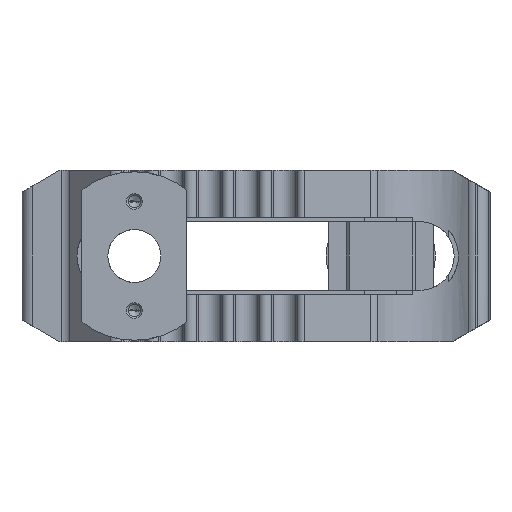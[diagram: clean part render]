
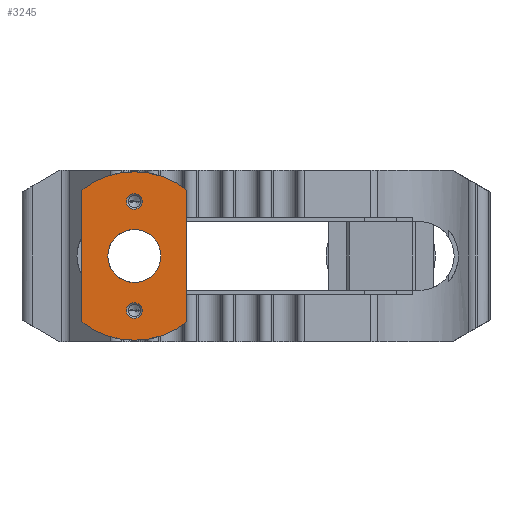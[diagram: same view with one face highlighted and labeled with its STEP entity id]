
A CAD part, front view. The second image highlights one B-rep face of the part: STEP entity #3245.
In plain terms, the highlighted planar face has unit normal (0, -1, 0).
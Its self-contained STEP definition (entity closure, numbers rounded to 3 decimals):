
#1899=EDGE_CURVE('',#4335,#2661,#5287,.T.);
#2007=EDGE_CURVE('',#4603,#2815,#5402,.T.);
#2269=EDGE_CURVE('',#2815,#4603,#5684,.T.);
#2275=EDGE_CURVE('',#2825,#3469,#5690,.T.);
#2305=VERTEX_POINT('',#5720);
#2521=EDGE_CURVE('',#2661,#4335,#5955,.T.);
#2647=VERTEX_POINT('',#6100);
#2661=VERTEX_POINT('',#6114);
#2815=VERTEX_POINT('',#6282);
#2825=VERTEX_POINT('',#6292);
#2853=EDGE_CURVE('',#2305,#2941,#6322,.T.);
#2941=VERTEX_POINT('',#6421);
#3025=EDGE_CURVE('',#2647,#3369,#6517,.T.);
#3245=ADVANCED_FACE('',(#6756,#6757,#6758,#6759),#6760,.T.);
#3369=VERTEX_POINT('',#6895);
#3469=VERTEX_POINT('',#7004);
#3711=EDGE_CURVE('',#3369,#2305,#7273,.T.);
#4121=EDGE_CURVE('',#3469,#2825,#7728,.T.);
#4335=VERTEX_POINT('',#7969);
#4603=VERTEX_POINT('',#8269);
#4957=EDGE_CURVE('',#2647,#2941,#8651,.T.);
#5287=CIRCLE('',#9104,2.5);
#5402=CIRCLE('',#9272,2.5);
#5684=CIRCLE('',#9737,2.5);
#5690=CIRCLE('',#9744,8.5);
#5720=CARTESIAN_POINT('',(16.8,0.0,-21.137));
#5955=CIRCLE('',#10167,2.5);
#6100=CARTESIAN_POINT('',(-16.8,0.0,21.137));
#6114=CARTESIAN_POINT('',(2.5,0.0,17.5));
#6282=CARTESIAN_POINT('',(-2.5,0.0,-17.5));
#6292=CARTESIAN_POINT('',(-8.5,0.,0.));
#6322=CIRCLE('',#10673,27.0);
#6421=CARTESIAN_POINT('',(-16.8,0.0,-21.137));
#6517=CIRCLE('',#10953,27.0);
#6756=FACE_BOUND('',#11326,.T.);
#6757=FACE_BOUND('',#11327,.T.);
#6758=FACE_BOUND('',#11328,.T.);
#6759=FACE_OUTER_BOUND('',#11329,.T.);
#6760=PLANE('',#11330);
#6895=CARTESIAN_POINT('',(16.8,0.0,21.137));
#7004=CARTESIAN_POINT('',(8.5,0.0,0.));
#7273=LINE('',#12098,#12099);
#7728=CIRCLE('',#12864,8.5);
#7969=CARTESIAN_POINT('',(-2.5,0.,17.5));
#8269=CARTESIAN_POINT('',(2.5,0.,-17.5));
#8651=LINE('',#14242,#14243);
#9104=AXIS2_PLACEMENT_3D('',#14643,#14644,#14645);
#9272=AXIS2_PLACEMENT_3D('',#14756,#14757,#14758);
#9737=AXIS2_PLACEMENT_3D('',#15073,#15074,#15075);
#9744=AXIS2_PLACEMENT_3D('',#15076,#15077,#15078);
#10167=AXIS2_PLACEMENT_3D('',#15335,#15336,#15337);
#10673=AXIS2_PLACEMENT_3D('',#15790,#15791,#15792);
#10953=AXIS2_PLACEMENT_3D('',#16071,#16072,#16073);
#11326=EDGE_LOOP('',(#16325,#16326));
#11327=EDGE_LOOP('',(#16327,#16328));
#11328=EDGE_LOOP('',(#16329,#16330));
#11329=EDGE_LOOP('',(#16331,#16332,#16333,#16334));
#11330=AXIS2_PLACEMENT_3D('',#16335,#16336,#16337);
#12098=CARTESIAN_POINT('',(16.8,0.0,28.0));
#12099=VECTOR('',#16903,1.0);
#12864=AXIS2_PLACEMENT_3D('',#17448,#17449,#17450);
#14242=CARTESIAN_POINT('',(-16.8,0.0,28.0));
#14243=VECTOR('',#18500,1.0);
#14643=CARTESIAN_POINT('',(0.0,0.0,17.5));
#14644=DIRECTION('',(0.,1.0,0.));
#14645=DIRECTION('',(1.0,0.,0.));
#14756=CARTESIAN_POINT('',(0.0,0.0,-17.5));
#14757=DIRECTION('',(0.,1.0,0.));
#14758=DIRECTION('',(-1.0,0.,0.));
#15073=CARTESIAN_POINT('',(0.0,0.0,-17.5));
#15074=DIRECTION('',(0.,1.0,0.));
#15075=DIRECTION('',(-1.0,0.,0.));
#15076=CARTESIAN_POINT('',(0.0,0.0,0.0));
#15077=DIRECTION('',(0.,1.0,0.));
#15078=DIRECTION('',(-1.0,0.,0.));
#15335=CARTESIAN_POINT('',(0.0,0.0,17.5));
#15336=DIRECTION('',(0.,1.0,0.));
#15337=DIRECTION('',(1.0,0.,0.));
#15790=CARTESIAN_POINT('',(0.0,0.0,0.0));
#15791=DIRECTION('',(0.,1.0,0.));
#15792=DIRECTION('',(-1.0,0.,0.));
#16071=CARTESIAN_POINT('',(0.0,0.0,0.0));
#16072=DIRECTION('',(0.,1.0,0.));
#16073=DIRECTION('',(-1.0,0.,0.));
#16325=ORIENTED_EDGE('',*,*,#2269,.T.);
#16326=ORIENTED_EDGE('',*,*,#2007,.T.);
#16327=ORIENTED_EDGE('',*,*,#2521,.T.);
#16328=ORIENTED_EDGE('',*,*,#1899,.T.);
#16329=ORIENTED_EDGE('',*,*,#4121,.T.);
#16330=ORIENTED_EDGE('',*,*,#2275,.T.);
#16331=ORIENTED_EDGE('',*,*,#3025,.F.);
#16332=ORIENTED_EDGE('',*,*,#4957,.T.);
#16333=ORIENTED_EDGE('',*,*,#2853,.F.);
#16334=ORIENTED_EDGE('',*,*,#3711,.F.);
#16335=CARTESIAN_POINT('',(-16.8,0.0,28.0));
#16336=DIRECTION('',(0.,-1.0,0.));
#16337=DIRECTION('',(-1.0,0.,0.));
#16903=DIRECTION('',(0.0,0.,-1.0));
#17448=CARTESIAN_POINT('',(0.0,0.0,0.0));
#17449=DIRECTION('',(0.,1.0,0.));
#17450=DIRECTION('',(-1.0,0.,0.));
#18500=DIRECTION('',(0.0,0.,-1.0));
